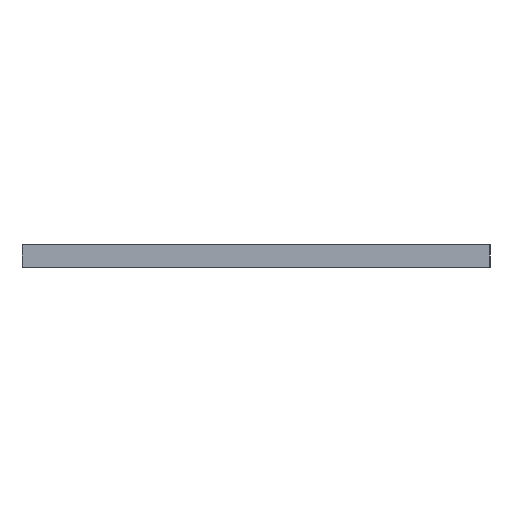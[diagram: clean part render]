
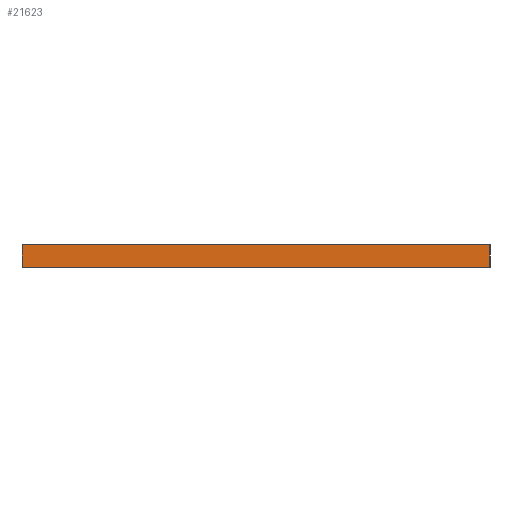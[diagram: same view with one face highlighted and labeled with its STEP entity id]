
A CAD part, left-side view. The second image highlights one B-rep face of the part: STEP entity #21623.
In plain terms, the highlighted planar face has unit normal (-1, 0, 0).
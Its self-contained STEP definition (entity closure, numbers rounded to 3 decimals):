
#1178=PLANE('',#23305);
#2195=FACE_OUTER_BOUND('',#3676,.T.);
#3676=EDGE_LOOP('',(#20278,#20279,#20280,#20281));
#4514=LINE('',#29614,#6909);
#5486=LINE('',#32215,#7881);
#6718=LINE('',#35132,#9113);
#6721=LINE('',#35137,#9116);
#6909=VECTOR('',#23803,10.);
#7881=VECTOR('',#25829,10.);
#9113=VECTOR('',#29031,10.);
#9116=VECTOR('',#29038,10.);
#9343=VERTEX_POINT('',#29612);
#9344=VERTEX_POINT('',#29613);
#10445=VERTEX_POINT('',#32213);
#10446=VERTEX_POINT('',#32214);
#11410=EDGE_CURVE('',#9343,#9344,#4514,.T.);
#12729=EDGE_CURVE('',#10445,#10446,#5486,.T.);
#14188=EDGE_CURVE('',#10445,#9343,#6718,.T.);
#14191=EDGE_CURVE('',#10446,#9344,#6721,.T.);
#20278=ORIENTED_EDGE('',*,*,#12729,.T.);
#20279=ORIENTED_EDGE('',*,*,#14191,.T.);
#20280=ORIENTED_EDGE('',*,*,#11410,.F.);
#20281=ORIENTED_EDGE('',*,*,#14188,.F.);
#21623=ADVANCED_FACE('',(#2195),#1178,.T.);
#23305=AXIS2_PLACEMENT_3D('',#35138,#29039,#29040);
#23803=DIRECTION('',(0.,-1.,0.));
#25829=DIRECTION('',(0.,-1.,0.));
#29031=DIRECTION('',(0.,0.,1.));
#29038=DIRECTION('',(0.,0.,1.));
#29039=DIRECTION('center_axis',(-1.,0.,0.));
#29040=DIRECTION('ref_axis',(0.,-1.,0.));
#29612=CARTESIAN_POINT('',(0.,32.995,1.57));
#29613=CARTESIAN_POINT('',(0.,0.,1.57));
#29614=CARTESIAN_POINT('',(0.,32.995,1.57));
#32213=CARTESIAN_POINT('',(0.,32.995,0.));
#32214=CARTESIAN_POINT('',(0.,0.,0.));
#32215=CARTESIAN_POINT('',(0.,32.995,0.));
#35132=CARTESIAN_POINT('',(0.,32.995,0.));
#35137=CARTESIAN_POINT('',(0.,0.,0.));
#35138=CARTESIAN_POINT('Origin',(0.,32.995,0.));
